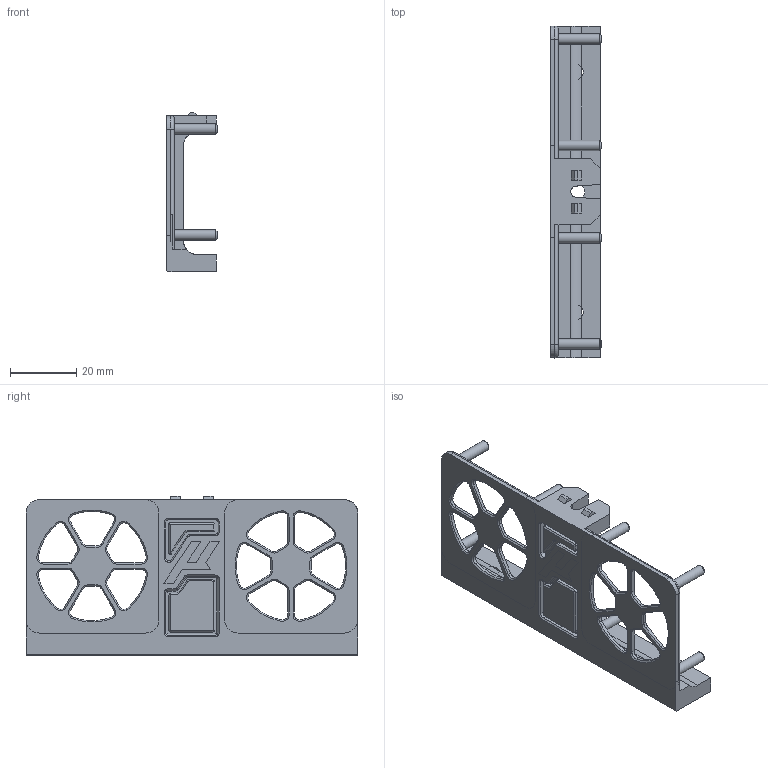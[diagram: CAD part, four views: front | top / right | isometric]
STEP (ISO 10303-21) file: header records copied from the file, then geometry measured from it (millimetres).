
FILE_DESCRIPTION(/* description */ (''),/* implementation_level */ '2;1');
FILE_NAME(/* name */ 'Fan Grill all-in-one.step',/* time_stamp */ '2022-12-28T11:32:40+01:00',/* author */ (''),/* organization */ (''),/* preprocessor_version */ 'ST-DEVELOPER v19.2',/* originating_system */ 'Autodesk Translation Framework v11.17.0.187',/* authorisation */ '');
FILE_SCHEMA (('AUTOMOTIVE_DESIGN { 1 0 10303 214 3 1 1 }'));
Length unit declared in the file: millimetre
Products named in the file (6): Micron-CAD-Assembly_October; Skirt_Fan_Support (1); Fan_Grills (1); Fan_grill_B (1); Fan_Grill_A (1); Skirt_Logo (1)
Assembly tree (5 placements, depth 4):
  Micron-CAD-Assembly_October
    Skirt_Fan_Support (1)
      Fan_Grills (1)
        Fan_grill_B (1)
        Fan_Grill_A (1)
      Skirt_Logo (1)
Bounding box: 15.3 x 100.12 x 48 mm (x, y, z)
Volume: 17302.2 mm3; surface area: 15366.5 mm2
Topology: 4 solids, 4 shells, 450 faces, 1143 edges, 705 vertices
Faces by surface type: plane 216, cylinder 128, cone 96, torus 10
Full cylindrical faces by diameter (mm): 3.1 x7, 3.15 x1, 4.7 x2, 5 x1
Entity records: 13788 total; most frequent: DIRECTION 2415, CARTESIAN_POINT 2411, ORIENTED_EDGE 2278, EDGE_CURVE 1139, AXIS2_PLACEMENT_3D 830, LINE 755, VECTOR 755, VERTEX_POINT 705
